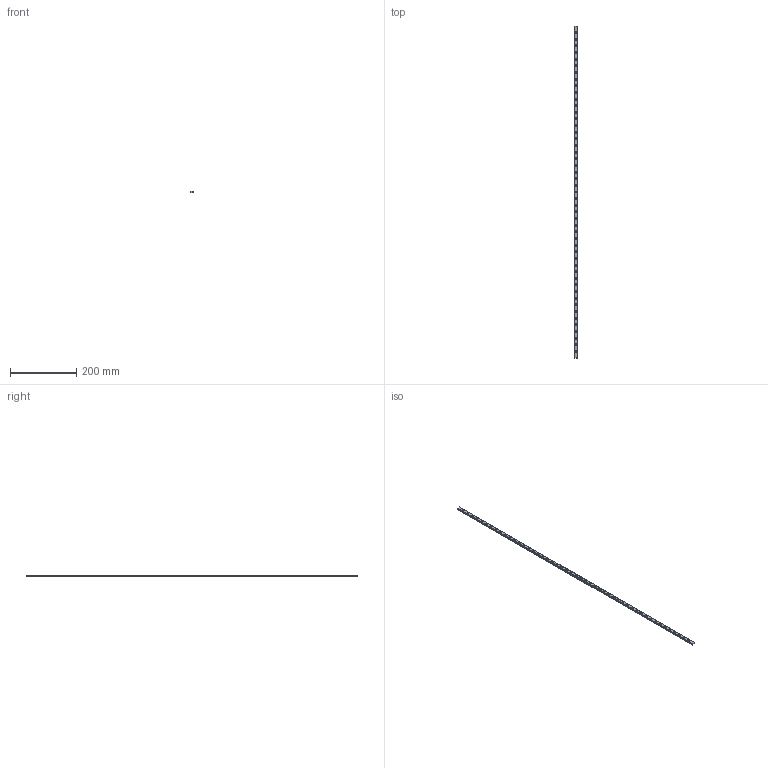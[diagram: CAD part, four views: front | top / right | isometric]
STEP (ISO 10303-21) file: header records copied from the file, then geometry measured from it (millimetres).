
FILE_DESCRIPTION(/* description */ ('https://www.lineairgeleidingshop.com/nr_111_newton-monorail-9mm-l-1m-1-stuks_R100-NMRMR-001'),/* implementation_level */ '2;1');
FILE_NAME(/* name */ 'R100-NMRMR-001.stp',/* time_stamp */ '2017-12-19T11:47:47+01:00',/* author */ ('JvDrunen'),/* organization */ (''),/* preprocessor_version */ 'ST-DEVELOPER v16.5',/* originating_system */ 'Autodesk Inventor 2017',/* authorisation */ '');
FILE_SCHEMA (('AUTOMOTIVE_DESIGN { 1 0 10303 214 3 1 1 }'));
Length unit declared in the file: millimetre
Products named in the file (1): R100-NMRMR-001
Bounding box: 9 x 1000 x 5.5 mm (x, y, z)
Volume: 39774.6 mm3; surface area: 34976 mm2
Topology: 1 solids, 1 shells, 556 faces, 1413 edges, 942 vertices
Faces by surface type: plane 274, bspline 178, cylinder 104
Full cylindrical faces by diameter (mm): 3.5 x49, 6 x49
Entity records: 17409 total; most frequent: CARTESIAN_POINT 5128, ORIENTED_EDGE 2630, DIRECTION 1925, EDGE_CURVE 1315, VERTEX_POINT 942, EDGE_LOOP 835, LINE 751, VECTOR 751
